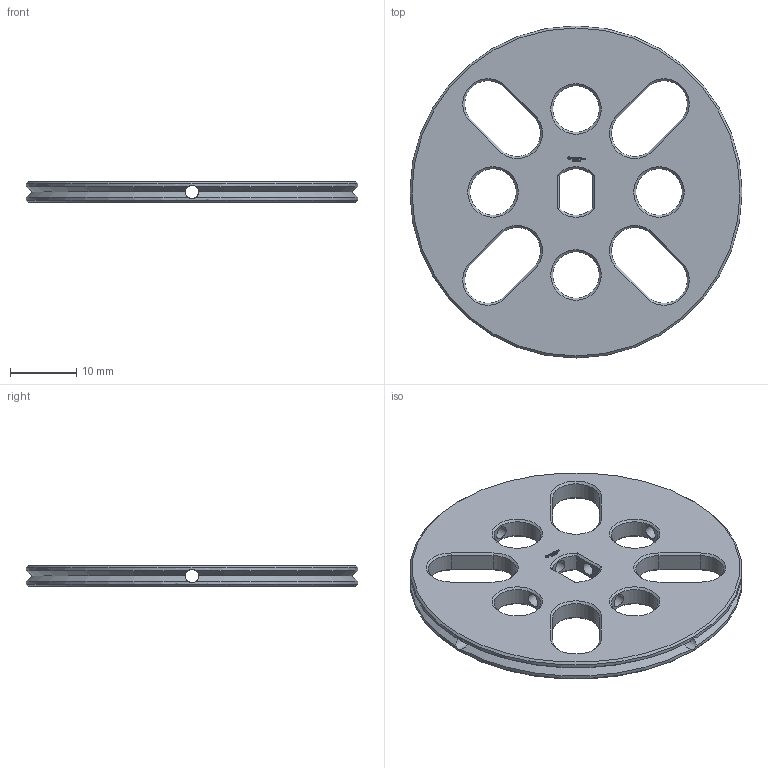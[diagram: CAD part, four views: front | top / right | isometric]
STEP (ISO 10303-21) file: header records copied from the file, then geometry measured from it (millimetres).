
FILE_DESCRIPTION(('FreeCAD Model'),'2;1');
FILE_NAME('Open CASCADE Shape Model','2023-11-13T23:58:50',(''),(''), 'Open CASCADE STEP processor 7.6','FreeCAD','Unknown');
FILE_SCHEMA(('AUTOMOTIVE_DESIGN { 1 0 10303 214 1 1 1 1 }'));
Length unit declared in the file: millimetre
Products named in the file (1): Washer FXD OCT BU04.00x00.25 - SPN-WSR-0013 (stemfie.org)
Bounding box: 50 x 50 x 3.12 mm (x, y, z)
Volume: 4187.8 mm3; surface area: 4483.8 mm2
Topology: 1 solids, 1 shells, 585 faces, 1630 edges, 1070 vertices
Faces by surface type: plane 345, extrusion 178, cone 38, cylinder 24
Full cylindrical faces by diameter (mm): 2 x8, 7 x4, 50 x2
Entity records: 42525 total; most frequent: CARTESIAN_POINT 11231, DIRECTION 5076, VECTOR 4082, LINE 3904, ORIENTED_EDGE 3260, PCURVE 3260, DEFINITIONAL_REPRESENTATION 3260, EDGE_CURVE 1630
